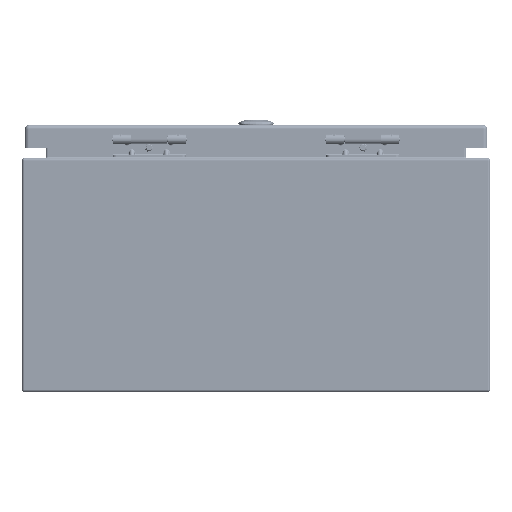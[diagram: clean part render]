
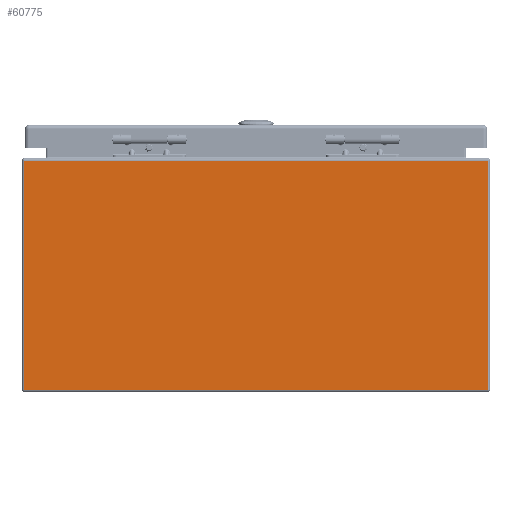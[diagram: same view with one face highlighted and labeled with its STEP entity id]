
A CAD part, left-side view. The second image highlights one B-rep face of the part: STEP entity #60775.
In plain terms, the highlighted planar face has unit normal (-1, 0, 0).
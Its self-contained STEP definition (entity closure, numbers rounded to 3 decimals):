
#7233=LINE('',#81653,#10901);
#7234=LINE('',#81660,#10902);
#7235=LINE('',#81662,#10903);
#7236=LINE('',#81663,#10904);
#10901=VECTOR('',#69515,0.394);
#10902=VECTOR('',#69524,0.394);
#10903=VECTOR('',#69525,0.394);
#10904=VECTOR('',#69526,0.394);
#15318=FACE_OUTER_BOUND('',#18970,.T.);
#18970=EDGE_LOOP('',(#40288,#40289,#40290,#40291));
#24356=VERTEX_POINT('',#81642);
#24359=VERTEX_POINT('',#81649);
#24362=VERTEX_POINT('',#81659);
#24363=VERTEX_POINT('',#81661);
#30574=EDGE_CURVE('',#24356,#24359,#7233,.T.);
#30577=EDGE_CURVE('',#24362,#24356,#7234,.T.);
#30578=EDGE_CURVE('',#24363,#24362,#7235,.T.);
#30579=EDGE_CURVE('',#24363,#24359,#7236,.T.);
#40288=ORIENTED_EDGE('',*,*,#30574,.F.);
#40289=ORIENTED_EDGE('',*,*,#30577,.F.);
#40290=ORIENTED_EDGE('',*,*,#30578,.F.);
#40291=ORIENTED_EDGE('',*,*,#30579,.T.);
#59388=PLANE('',#65264);
#60775=ADVANCED_FACE('',(#15318),#59388,.F.);
#65264=AXIS2_PLACEMENT_3D('',#81658,#69522,#69523);
#69515=DIRECTION('',(0.,0.,-1.));
#69522=DIRECTION('center_axis',(1.,0.,0.));
#69523=DIRECTION('ref_axis',(0.,0.,-1.));
#69524=DIRECTION('',(0.,-1.,0.));
#69525=DIRECTION('',(0.,0.,1.));
#69526=DIRECTION('',(0.,-1.,0.));
#81642=CARTESIAN_POINT('',(-8.,-7.916,7.916));
#81649=CARTESIAN_POINT('',(-8.,-7.916,0.084));
#81653=CARTESIAN_POINT('',(-8.,-7.916,7.916));
#81658=CARTESIAN_POINT('Origin',(-8.,-7.078,7.916));
#81659=CARTESIAN_POINT('',(-8.,7.916,7.916));
#81660=CARTESIAN_POINT('',(-8.,7.078,7.916));
#81661=CARTESIAN_POINT('',(-8.,7.916,0.084));
#81662=CARTESIAN_POINT('',(-8.,7.916,7.916));
#81663=CARTESIAN_POINT('',(-8.,0.,0.084));
